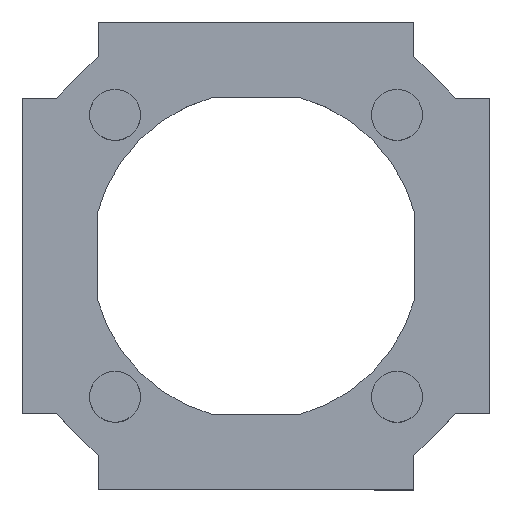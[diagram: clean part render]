
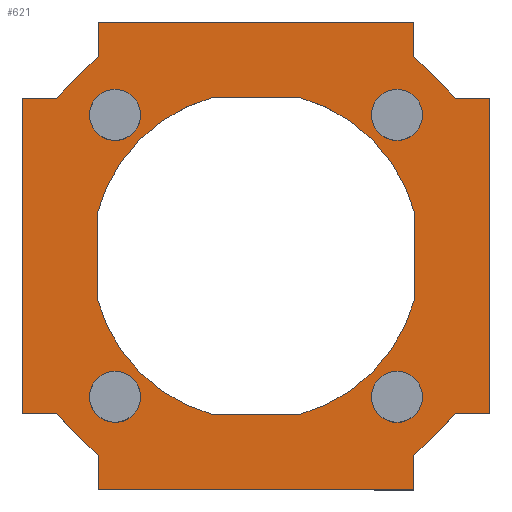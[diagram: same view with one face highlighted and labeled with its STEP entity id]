
A CAD part, top view. The second image highlights one B-rep face of the part: STEP entity #621.
In plain terms, the highlighted planar face has unit normal (0, 0, 1).
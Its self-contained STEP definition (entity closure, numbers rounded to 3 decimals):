
#24=FACE_BOUND('',#105,.T.);
#25=FACE_BOUND('',#106,.T.);
#26=FACE_BOUND('',#107,.T.);
#27=FACE_BOUND('',#108,.T.);
#28=FACE_BOUND('',#109,.T.);
#33=CIRCLE('',#675,17.5);
#34=CIRCLE('',#677,17.5);
#35=CIRCLE('',#679,17.5);
#36=CIRCLE('',#681,17.5);
#37=CIRCLE('',#684,2.71);
#38=CIRCLE('',#685,2.71);
#39=CIRCLE('',#686,2.71);
#40=CIRCLE('',#687,2.71);
#41=CIRCLE('',#688,2.71);
#42=CIRCLE('',#689,2.71);
#69=FACE_OUTER_BOUND('',#104,.T.);
#104=EDGE_LOOP('',(#509,#510,#511,#512,#513,#514,#515,#516,#517,#518,#519,
#520,#521,#522,#523,#524));
#105=EDGE_LOOP('',(#525,#526,#527,#528,#529,#530,#531,#532));
#106=EDGE_LOOP('',(#533));
#107=EDGE_LOOP('',(#534));
#108=EDGE_LOOP('',(#535,#536));
#109=EDGE_LOOP('',(#537,#538));
#124=LINE('',#888,#192);
#126=LINE('',#894,#194);
#129=LINE('',#899,#197);
#132=LINE('',#906,#200);
#138=LINE('',#918,#206);
#139=LINE('',#921,#207);
#143=LINE('',#929,#211);
#146=LINE('',#936,#214);
#152=LINE('',#948,#220);
#154=LINE('',#954,#222);
#158=LINE('',#963,#226);
#161=LINE('',#968,#229);
#166=LINE('',#978,#234);
#168=LINE('',#984,#236);
#172=LINE('',#993,#240);
#175=LINE('',#998,#243);
#181=LINE('',#1018,#249);
#182=LINE('',#1020,#250);
#183=LINE('',#1021,#251);
#184=LINE('',#1022,#252);
#192=VECTOR('',#712,10.);
#194=VECTOR('',#716,10.);
#197=VECTOR('',#721,10.);
#200=VECTOR('',#726,10.);
#206=VECTOR('',#734,10.);
#207=VECTOR('',#737,10.);
#211=VECTOR('',#743,10.);
#214=VECTOR('',#748,10.);
#220=VECTOR('',#756,10.);
#222=VECTOR('',#760,10.);
#226=VECTOR('',#766,10.);
#229=VECTOR('',#771,10.);
#234=VECTOR('',#778,10.);
#236=VECTOR('',#782,10.);
#240=VECTOR('',#788,10.);
#243=VECTOR('',#793,10.);
#249=VECTOR('',#827,10.);
#250=VECTOR('',#830,10.);
#251=VECTOR('',#831,10.);
#252=VECTOR('',#832,10.);
#258=VERTEX_POINT('',#882);
#260=VERTEX_POINT('',#886);
#261=VERTEX_POINT('',#890);
#263=VERTEX_POINT('',#893);
#265=VERTEX_POINT('',#902);
#267=VERTEX_POINT('',#905);
#270=VERTEX_POINT('',#912);
#272=VERTEX_POINT('',#916);
#273=VERTEX_POINT('',#920);
#275=VERTEX_POINT('',#926);
#277=VERTEX_POINT('',#932);
#279=VERTEX_POINT('',#935);
#282=VERTEX_POINT('',#942);
#284=VERTEX_POINT('',#946);
#285=VERTEX_POINT('',#950);
#287=VERTEX_POINT('',#953);
#289=VERTEX_POINT('',#959);
#291=VERTEX_POINT('',#962);
#294=VERTEX_POINT('',#972);
#296=VERTEX_POINT('',#976);
#297=VERTEX_POINT('',#980);
#299=VERTEX_POINT('',#983);
#301=VERTEX_POINT('',#989);
#303=VERTEX_POINT('',#992);
#305=VERTEX_POINT('',#1023);
#306=VERTEX_POINT('',#1025);
#307=VERTEX_POINT('',#1027);
#308=VERTEX_POINT('',#1028);
#309=VERTEX_POINT('',#1031);
#310=VERTEX_POINT('',#1032);
#318=EDGE_CURVE('',#260,#258,#124,.T.);
#320=EDGE_CURVE('',#261,#263,#126,.T.);
#323=EDGE_CURVE('',#263,#260,#129,.T.);
#326=EDGE_CURVE('',#265,#267,#132,.T.);
#332=EDGE_CURVE('',#272,#270,#138,.T.);
#333=EDGE_CURVE('',#273,#272,#139,.T.);
#337=EDGE_CURVE('',#275,#273,#143,.T.);
#340=EDGE_CURVE('',#277,#279,#146,.T.);
#346=EDGE_CURVE('',#284,#282,#152,.T.);
#348=EDGE_CURVE('',#285,#287,#154,.T.);
#352=EDGE_CURVE('',#289,#291,#158,.T.);
#355=EDGE_CURVE('',#287,#284,#161,.T.);
#360=EDGE_CURVE('',#296,#294,#166,.T.);
#362=EDGE_CURVE('',#297,#299,#168,.T.);
#366=EDGE_CURVE('',#301,#303,#172,.T.);
#369=EDGE_CURVE('',#299,#296,#175,.T.);
#379=EDGE_CURVE('',#289,#303,#33,.T.);
#380=EDGE_CURVE('',#301,#279,#34,.T.);
#381=EDGE_CURVE('',#277,#267,#35,.T.);
#382=EDGE_CURVE('',#265,#291,#36,.T.);
#383=EDGE_CURVE('',#275,#294,#181,.T.);
#384=EDGE_CURVE('',#261,#270,#182,.T.);
#385=EDGE_CURVE('',#297,#282,#183,.T.);
#386=EDGE_CURVE('',#285,#258,#184,.T.);
#387=EDGE_CURVE('',#305,#305,#37,.T.);
#388=EDGE_CURVE('',#306,#306,#38,.T.);
#389=EDGE_CURVE('',#307,#308,#39,.T.);
#390=EDGE_CURVE('',#308,#307,#40,.T.);
#391=EDGE_CURVE('',#309,#310,#41,.T.);
#392=EDGE_CURVE('',#310,#309,#42,.T.);
#509=ORIENTED_EDGE('',*,*,#318,.F.);
#510=ORIENTED_EDGE('',*,*,#323,.F.);
#511=ORIENTED_EDGE('',*,*,#320,.F.);
#512=ORIENTED_EDGE('',*,*,#384,.T.);
#513=ORIENTED_EDGE('',*,*,#332,.F.);
#514=ORIENTED_EDGE('',*,*,#333,.F.);
#515=ORIENTED_EDGE('',*,*,#337,.F.);
#516=ORIENTED_EDGE('',*,*,#383,.T.);
#517=ORIENTED_EDGE('',*,*,#360,.F.);
#518=ORIENTED_EDGE('',*,*,#369,.F.);
#519=ORIENTED_EDGE('',*,*,#362,.F.);
#520=ORIENTED_EDGE('',*,*,#385,.T.);
#521=ORIENTED_EDGE('',*,*,#346,.F.);
#522=ORIENTED_EDGE('',*,*,#355,.F.);
#523=ORIENTED_EDGE('',*,*,#348,.F.);
#524=ORIENTED_EDGE('',*,*,#386,.T.);
#525=ORIENTED_EDGE('',*,*,#382,.T.);
#526=ORIENTED_EDGE('',*,*,#352,.F.);
#527=ORIENTED_EDGE('',*,*,#379,.T.);
#528=ORIENTED_EDGE('',*,*,#366,.F.);
#529=ORIENTED_EDGE('',*,*,#380,.T.);
#530=ORIENTED_EDGE('',*,*,#340,.F.);
#531=ORIENTED_EDGE('',*,*,#381,.T.);
#532=ORIENTED_EDGE('',*,*,#326,.F.);
#533=ORIENTED_EDGE('',*,*,#387,.T.);
#534=ORIENTED_EDGE('',*,*,#388,.T.);
#535=ORIENTED_EDGE('',*,*,#389,.T.);
#536=ORIENTED_EDGE('',*,*,#390,.T.);
#537=ORIENTED_EDGE('',*,*,#391,.T.);
#538=ORIENTED_EDGE('',*,*,#392,.T.);
#591=PLANE('',#683);
#621=ADVANCED_FACE('',(#69,#24,#25,#26,#27,#28),#591,.T.);
#675=AXIS2_PLACEMENT_3D('',#1010,#811,#812);
#677=AXIS2_PLACEMENT_3D('',#1012,#815,#816);
#679=AXIS2_PLACEMENT_3D('',#1014,#819,#820);
#681=AXIS2_PLACEMENT_3D('',#1016,#823,#824);
#683=AXIS2_PLACEMENT_3D('',#1019,#828,#829);
#684=AXIS2_PLACEMENT_3D('',#1024,#833,#834);
#685=AXIS2_PLACEMENT_3D('',#1026,#835,#836);
#686=AXIS2_PLACEMENT_3D('',#1029,#837,#838);
#687=AXIS2_PLACEMENT_3D('',#1030,#839,#840);
#688=AXIS2_PLACEMENT_3D('',#1033,#841,#842);
#689=AXIS2_PLACEMENT_3D('',#1034,#843,#844);
#712=DIRECTION('',(-1.,0.,0.));
#716=DIRECTION('',(1.,0.,0.));
#721=DIRECTION('',(0.,-1.,0.));
#726=DIRECTION('',(0.,1.,0.));
#734=DIRECTION('',(0.,-1.,0.));
#737=DIRECTION('',(1.,0.,0.));
#743=DIRECTION('',(0.,1.,0.));
#748=DIRECTION('',(-1.,0.,0.));
#756=DIRECTION('',(0.,1.,0.));
#760=DIRECTION('',(0.,-1.,0.));
#766=DIRECTION('',(1.,0.,0.));
#771=DIRECTION('',(-1.,0.,0.));
#778=DIRECTION('',(1.,0.,0.));
#782=DIRECTION('',(-1.,0.,0.));
#788=DIRECTION('',(0.,-1.,0.));
#793=DIRECTION('',(0.,1.,0.));
#811=DIRECTION('center_axis',(0.,0.,-1.));
#812=DIRECTION('ref_axis',(-1.,0.,0.));
#815=DIRECTION('center_axis',(0.,0.,-1.));
#816=DIRECTION('ref_axis',(-1.,0.,0.));
#819=DIRECTION('center_axis',(0.,0.,-1.));
#820=DIRECTION('ref_axis',(-1.,0.,0.));
#823=DIRECTION('center_axis',(0.,0.,-1.));
#824=DIRECTION('ref_axis',(-1.,0.,0.));
#827=DIRECTION('',(-0.707,-0.707,0.));
#828=DIRECTION('center_axis',(0.,0.,1.));
#829=DIRECTION('ref_axis',(1.,0.,0.));
#830=DIRECTION('',(-0.707,0.707,0.));
#831=DIRECTION('',(0.707,-0.707,0.));
#832=DIRECTION('',(0.707,0.707,0.));
#833=DIRECTION('center_axis',(0.,0.,-1.));
#834=DIRECTION('ref_axis',(-1.,0.,0.));
#835=DIRECTION('center_axis',(0.,0.,-1.));
#836=DIRECTION('ref_axis',(-1.,0.,0.));
#837=DIRECTION('center_axis',(0.,0.,-1.));
#838=DIRECTION('ref_axis',(-1.,0.,0.));
#839=DIRECTION('center_axis',(0.,0.,-1.));
#840=DIRECTION('ref_axis',(-1.,0.,0.));
#841=DIRECTION('center_axis',(0.,0.,-1.));
#842=DIRECTION('ref_axis',(-1.,0.,0.));
#843=DIRECTION('center_axis',(0.,0.,-1.));
#844=DIRECTION('ref_axis',(-1.,0.,0.));
#882=CARTESIAN_POINT('',(0.312,4.13,13.));
#886=CARTESIAN_POINT('',(3.97,4.13,13.));
#888=CARTESIAN_POINT('',(-12.48,4.13,13.));
#890=CARTESIAN_POINT('',(0.312,37.73,13.));
#893=CARTESIAN_POINT('',(3.97,37.73,13.));
#894=CARTESIAN_POINT('',(-8.48,37.73,13.));
#899=CARTESIAN_POINT('',(3.97,12.53,13.));
#902=CARTESIAN_POINT('',(-4.03,16.387,13.));
#905=CARTESIAN_POINT('',(-4.03,25.473,13.));
#906=CARTESIAN_POINT('',(-4.03,29.33,13.));
#912=CARTESIAN_POINT('',(-4.13,42.172,13.));
#916=CARTESIAN_POINT('',(-4.13,45.83,13.));
#918=CARTESIAN_POINT('',(-4.13,29.38,13.));
#920=CARTESIAN_POINT('',(-37.73,45.83,13.));
#921=CARTESIAN_POINT('',(-12.53,45.83,13.));
#926=CARTESIAN_POINT('',(-37.73,42.172,13.));
#929=CARTESIAN_POINT('',(-37.73,33.38,13.));
#932=CARTESIAN_POINT('',(-16.387,37.83,13.));
#935=CARTESIAN_POINT('',(-25.473,37.83,13.));
#936=CARTESIAN_POINT('',(-29.33,37.83,13.));
#942=CARTESIAN_POINT('',(-37.73,-0.312,13.));
#946=CARTESIAN_POINT('',(-37.73,-3.97,13.));
#948=CARTESIAN_POINT('',(-37.73,12.48,13.));
#950=CARTESIAN_POINT('',(-4.13,-0.312,13.));
#953=CARTESIAN_POINT('',(-4.13,-3.97,13.));
#954=CARTESIAN_POINT('',(-4.13,8.48,13.));
#959=CARTESIAN_POINT('',(-25.473,4.03,13.));
#962=CARTESIAN_POINT('',(-16.387,4.03,13.));
#963=CARTESIAN_POINT('',(-12.53,4.03,13.));
#968=CARTESIAN_POINT('',(-29.33,-3.97,13.));
#972=CARTESIAN_POINT('',(-42.172,37.73,13.));
#976=CARTESIAN_POINT('',(-45.83,37.73,13.));
#978=CARTESIAN_POINT('',(-29.38,37.73,13.));
#980=CARTESIAN_POINT('',(-42.172,4.13,13.));
#983=CARTESIAN_POINT('',(-45.83,4.13,13.));
#984=CARTESIAN_POINT('',(-33.38,4.13,13.));
#989=CARTESIAN_POINT('',(-37.83,25.473,13.));
#992=CARTESIAN_POINT('',(-37.83,16.387,13.));
#993=CARTESIAN_POINT('',(-37.83,12.53,13.));
#998=CARTESIAN_POINT('',(-45.83,29.33,13.));
#1010=CARTESIAN_POINT('Origin',(-20.93,20.93,13.));
#1012=CARTESIAN_POINT('Origin',(-20.93,20.93,13.));
#1014=CARTESIAN_POINT('Origin',(-20.93,20.93,13.));
#1016=CARTESIAN_POINT('Origin',(-20.93,20.93,13.));
#1018=CARTESIAN_POINT('',(-43.43,36.472,13.));
#1019=CARTESIAN_POINT('Origin',(-20.93,20.93,13.));
#1020=CARTESIAN_POINT('',(-5.388,43.43,13.));
#1021=CARTESIAN_POINT('',(-36.472,-1.57,13.));
#1022=CARTESIAN_POINT('',(1.57,5.388,13.));
#1023=CARTESIAN_POINT('',(-3.22,5.93,13.));
#1024=CARTESIAN_POINT('Origin',(-5.93,5.93,13.));
#1025=CARTESIAN_POINT('',(-3.22,35.93,13.));
#1026=CARTESIAN_POINT('Origin',(-5.93,35.93,13.));
#1027=CARTESIAN_POINT('',(-33.998,37.83,13.));
#1028=CARTESIAN_POINT('',(-33.22,35.93,13.));
#1029=CARTESIAN_POINT('Origin',(-35.93,35.93,13.));
#1030=CARTESIAN_POINT('Origin',(-35.93,35.93,13.));
#1031=CARTESIAN_POINT('',(-33.998,4.03,13.));
#1032=CARTESIAN_POINT('',(-33.22,5.93,13.));
#1033=CARTESIAN_POINT('Origin',(-35.93,5.93,13.));
#1034=CARTESIAN_POINT('Origin',(-35.93,5.93,13.));
